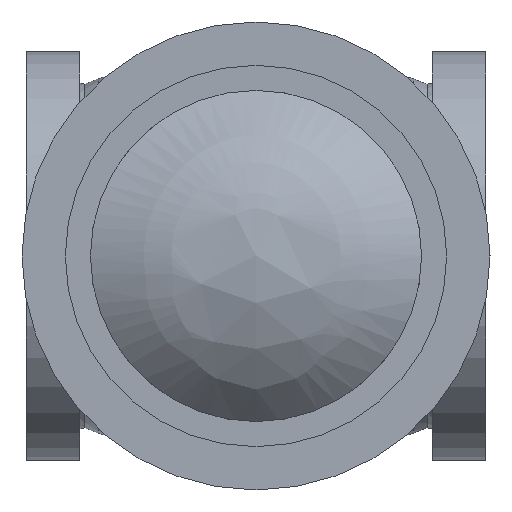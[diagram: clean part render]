
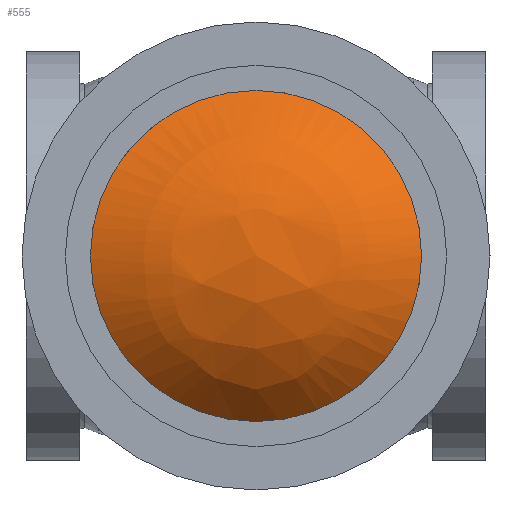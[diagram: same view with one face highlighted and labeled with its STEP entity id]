
A CAD part, left-side view. The second image highlights one B-rep face of the part: STEP entity #555.
In plain terms, the highlighted free-form (B-spline) face has degree [2, 2] with [3, 5] control points.
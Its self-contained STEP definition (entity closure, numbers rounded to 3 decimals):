
#18=(
BOUNDED_SURFACE()
B_SPLINE_SURFACE(2,2,((#1023,#1024,#1025,#1026,#1027),(#1028,#1029,#1030,
#1031,#1032),(#1033,#1034,#1035,#1036,#1037)),.UNSPECIFIED.,.F.,.F.,.F.)
B_SPLINE_SURFACE_WITH_KNOTS((3,3),(3,2,3),(-0.349,0.349),
(-2.52,-1.568,-0.616),.UNSPECIFIED.)
GEOMETRIC_REPRESENTATION_ITEM()
RATIONAL_B_SPLINE_SURFACE(((1.,0.889,1.,0.889,1.),
(0.94,0.835,0.94,0.835,
0.94),(1.,0.889,1.,0.889,1.)))
REPRESENTATION_ITEM('')
SURFACE()
);
#23=B_SPLINE_CURVE_WITH_KNOTS('',3,(#971,#972,#973,#974,#975,#976,#977,
#978,#979,#980,#981,#982,#983,#984,#985,#986,#987,#988,#989,#990,#991,#992,
#993,#994,#995,#996,#997,#998,#999,#1000,#1001,#1002,#1003,#1004,#1005,
#1006,#1007,#1008),.UNSPECIFIED.,.F.,.F.,(4,2,2,2,2,2,2,2,2,2,2,2,2,2,2,
2,2,2,4),(-38.453,-37.624,-34.818,-31.829,
-29.368,-27.4,-26.29,-25.382,
-24.346,-22.673,-19.599,-16.233,
-13.642,-11.057,-7.911,-5.05,
-2.328,-0.973,0.),.UNSPECIFIED.);
#24=B_SPLINE_CURVE_WITH_KNOTS('',3,(#1009,#1010,#1011,#1012,#1013,#1014,
#1015,#1016,#1017,#1018,#1019,#1020,#1021,#1022),.UNSPECIFIED.,.F.,.F.,
(4,2,2,2,2,2,4),(-51.29,-50.319,-48.971,
-46.238,-42.88,-40.099,-38.453),
 .UNSPECIFIED.);
#131=FACE_OUTER_BOUND('',#177,.T.);
#177=EDGE_LOOP('',(#426,#427));
#262=VERTEX_POINT('',#968);
#263=VERTEX_POINT('',#970);
#323=EDGE_CURVE('',#262,#263,#23,.T.);
#324=EDGE_CURVE('',#263,#262,#24,.T.);
#426=ORIENTED_EDGE('',*,*,#324,.F.);
#427=ORIENTED_EDGE('',*,*,#323,.F.);
#555=ADVANCED_FACE('',(#131),#18,.F.);
#968=CARTESIAN_POINT('',(-66.121,2.211,-79.6));
#970=CARTESIAN_POINT('',(-93.018,-77.389,0.));
#971=CARTESIAN_POINT('Ctrl Pts',(-66.121,2.211,-79.6));
#972=CARTESIAN_POINT('Ctrl Pts',(-66.121,4.954,-79.6));
#973=CARTESIAN_POINT('Ctrl Pts',(-66.237,7.707,-79.459));
#974=CARTESIAN_POINT('Ctrl Pts',(-67.249,19.818,-78.195));
#975=CARTESIAN_POINT('Ctrl Pts',(-69.332,28.717,-75.6));
#976=CARTESIAN_POINT('Ctrl Pts',(-74.77,45.53,-67.472));
#977=CARTESIAN_POINT('Ctrl Pts',(-78.163,53.341,-61.757));
#978=CARTESIAN_POINT('Ctrl Pts',(-83.927,65.381,-49.073));
#979=CARTESIAN_POINT('Ctrl Pts',(-86.383,70.003,-42.498));
#980=CARTESIAN_POINT('Ctrl Pts',(-89.925,76.457,-29.424));
#981=CARTESIAN_POINT('Ctrl Pts',(-91.176,78.636,-23.224));
#982=CARTESIAN_POINT('Ctrl Pts',(-92.437,80.818,-13.082));
#983=CARTESIAN_POINT('Ctrl Pts',(-92.748,81.349,-9.359));
#984=CARTESIAN_POINT('Ctrl Pts',(-93.03,81.831,-2.516));
#985=CARTESIAN_POINT('Ctrl Pts',(-93.052,81.869,0.575));
#986=CARTESIAN_POINT('Ctrl Pts',(-92.874,81.564,7.193));
#987=CARTESIAN_POINT('Ctrl Pts',(-92.641,81.168,10.698));
#988=CARTESIAN_POINT('Ctrl Pts',(-91.691,79.529,19.759));
#989=CARTESIAN_POINT('Ctrl Pts',(-90.767,77.93,25.185));
#990=CARTESIAN_POINT('Ctrl Pts',(-87.375,71.862,39.887));
#991=CARTESIAN_POINT('Ctrl Pts',(-84.286,66.189,48.407));
#992=CARTESIAN_POINT('Ctrl Pts',(-77.339,51.55,63.419));
#993=CARTESIAN_POINT('Ctrl Pts',(-73.523,42.486,69.476));
#994=CARTESIAN_POINT('Ctrl Pts',(-68.494,25.117,76.671));
#995=CARTESIAN_POINT('Ctrl Pts',(-66.867,17.,78.674));
#996=CARTESIAN_POINT('Ctrl Pts',(-65.783,0.083,80.021));
#997=CARTESIAN_POINT('Ctrl Pts',(-66.361,-8.263,79.349));
#998=CARTESIAN_POINT('Ctrl Pts',(-69.682,-26.282,75.019));
#999=CARTESIAN_POINT('Ctrl Pts',(-72.752,-35.465,70.807));
#1000=CARTESIAN_POINT('Ctrl Pts',(-78.975,-50.847,60.009));
#1001=CARTESIAN_POINT('Ctrl Pts',(-82.116,-57.31,53.626));
#1002=CARTESIAN_POINT('Ctrl Pts',(-87.432,-67.596,39.214));
#1003=CARTESIAN_POINT('Ctrl Pts',(-89.637,-71.513,31.312));
#1004=CARTESIAN_POINT('Ctrl Pts',(-91.819,-75.332,18.517));
#1005=CARTESIAN_POINT('Ctrl Pts',(-92.354,-76.251,14.141));
#1006=CARTESIAN_POINT('Ctrl Pts',(-92.902,-77.191,6.475));
#1007=CARTESIAN_POINT('Ctrl Pts',(-93.018,-77.389,3.244));
#1008=CARTESIAN_POINT('Ctrl Pts',(-93.018,-77.389,0.));
#1009=CARTESIAN_POINT('Ctrl Pts',(-93.018,-77.389,0.));
#1010=CARTESIAN_POINT('Ctrl Pts',(-93.018,-77.389,-3.236));
#1011=CARTESIAN_POINT('Ctrl Pts',(-92.902,-77.191,-6.463));
#1012=CARTESIAN_POINT('Ctrl Pts',(-92.356,-76.255,-14.116));
#1013=CARTESIAN_POINT('Ctrl Pts',(-91.823,-75.339,-18.49));
#1014=CARTESIAN_POINT('Ctrl Pts',(-89.627,-71.494,-31.382));
#1015=CARTESIAN_POINT('Ctrl Pts',(-87.387,-67.518,-39.38));
#1016=CARTESIAN_POINT('Ctrl Pts',(-81.504,-56.114,-55.229));
#1017=CARTESIAN_POINT('Ctrl Pts',(-77.656,-48.127,-62.581));
#1018=CARTESIAN_POINT('Ctrl Pts',(-71.426,-31.417,-72.688));
#1019=CARTESIAN_POINT('Ctrl Pts',(-68.894,-22.979,-76.068));
#1020=CARTESIAN_POINT('Ctrl Pts',(-66.58,-8.639,-79.045));
#1021=CARTESIAN_POINT('Ctrl Pts',(-66.121,-3.236,-79.6));
#1022=CARTESIAN_POINT('Ctrl Pts',(-66.121,2.211,-79.6));
#1023=CARTESIAN_POINT('Ctrl Pts',(-57.962,-77.389,-68.199));
#1024=CARTESIAN_POINT('Ctrl Pts',(-93.133,-77.389,-43.027));
#1025=CARTESIAN_POINT('Ctrl Pts',(-93.018,-77.389,0.224));
#1026=CARTESIAN_POINT('Ctrl Pts',(-92.903,-77.389,43.474));
#1027=CARTESIAN_POINT('Ctrl Pts',(-57.598,-77.389,68.458));
#1028=CARTESIAN_POINT('Ctrl Pts',(-74.811,2.244,-91.741));
#1029=CARTESIAN_POINT('Ctrl Pts',(-122.123,2.244,-57.88));
#1030=CARTESIAN_POINT('Ctrl Pts',(-121.968,2.244,0.301));
#1031=CARTESIAN_POINT('Ctrl Pts',(-121.812,2.244,58.481));
#1032=CARTESIAN_POINT('Ctrl Pts',(-74.321,2.244,92.089));
#1033=CARTESIAN_POINT('Ctrl Pts',(-57.95,81.869,-68.182));
#1034=CARTESIAN_POINT('Ctrl Pts',(-93.112,81.869,-43.016));
#1035=CARTESIAN_POINT('Ctrl Pts',(-92.997,81.869,0.223));
#1036=CARTESIAN_POINT('Ctrl Pts',(-92.881,81.869,43.463));
#1037=CARTESIAN_POINT('Ctrl Pts',(-57.585,81.869,68.441));
